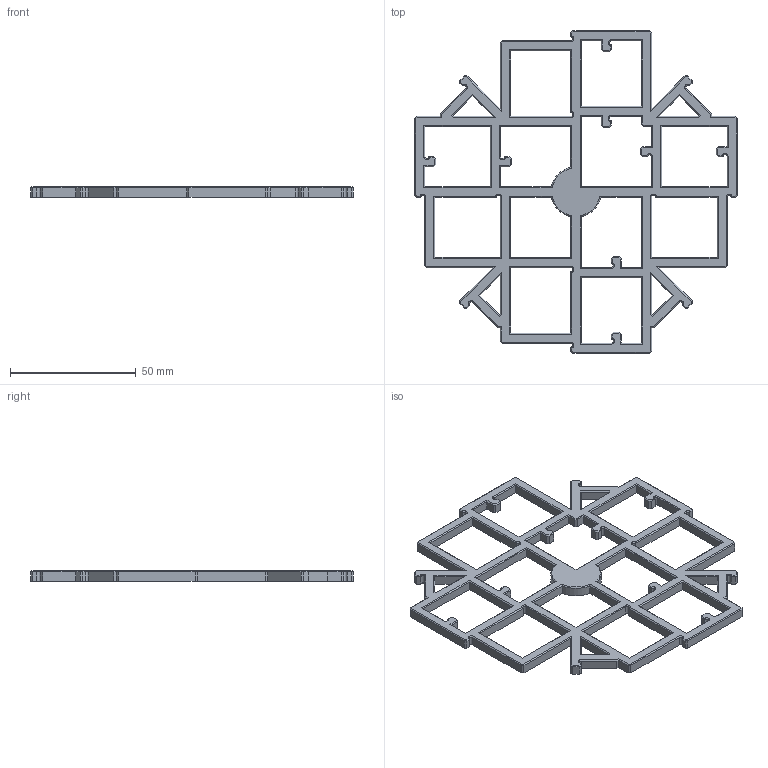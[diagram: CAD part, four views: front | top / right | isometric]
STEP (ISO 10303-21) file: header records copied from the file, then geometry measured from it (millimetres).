
FILE_DESCRIPTION(('Open CASCADE Model'),'2;1');
FILE_NAME('Open CASCADE Shape Model','2024-03-04T17:41:57',('Author'),( 'Open CASCADE'),'Open CASCADE STEP processor 7.7','Open CASCADE 7.7' ,'Unknown');
FILE_SCHEMA(('AUTOMOTIVE_DESIGN { 1 0 10303 214 1 1 1 1 }'));
Length unit declared in the file: millimetre
Products named in the file (1): Open CASCADE STEP translator 7.7 18
Bounding box: 128 x 128 x 4 mm (x, y, z)
Volume: 17478.8 mm3; surface area: 16372.6 mm2
Topology: 1 solids, 1 shells, 398 faces, 990 edges, 594 vertices
Faces by surface type: plane 352, cylinder 23, cone 23
Entity records: 25454 total; most frequent: CARTESIAN_POINT 5643, DIRECTION 3587, LINE 2576, VECTOR 2576, ORIENTED_EDGE 1980, PCURVE 1980, DEFINITIONAL_REPRESENTATION 1980, EDGE_CURVE 990
